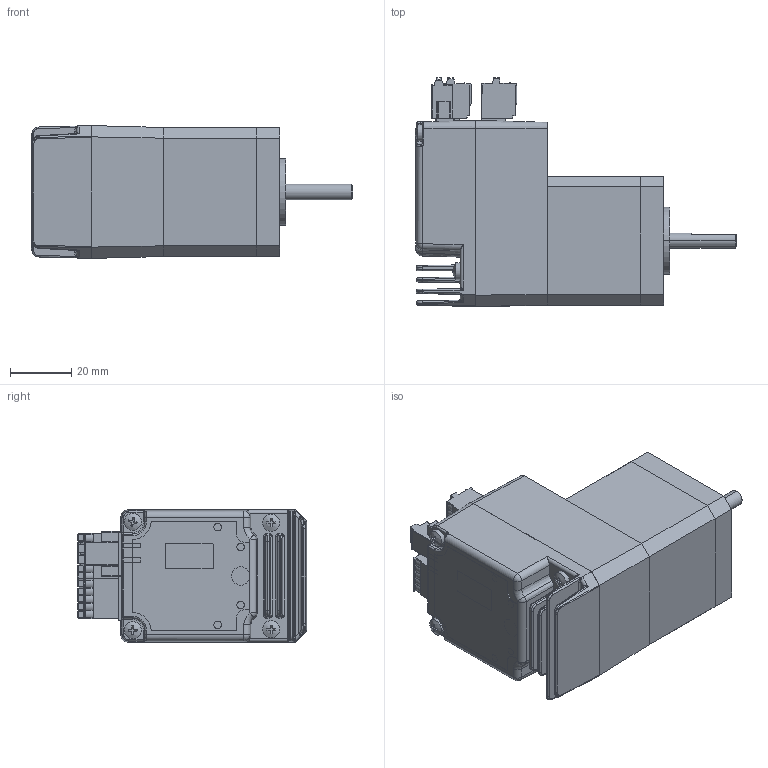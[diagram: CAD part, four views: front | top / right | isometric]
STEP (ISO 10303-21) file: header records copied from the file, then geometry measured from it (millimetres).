
FILE_DESCRIPTION (( 'STEP AP214' ), '1' );
FILE_NAME ('STM17Q-3RE_RevC.STEP', '2021-12-20T19:15:31', ( '' ), ( '' ), 'SwSTEP 2.0', 'SolidWorks 2017', '' );
FILE_SCHEMA (( 'AUTOMOTIVE_DESIGN' ));
Length unit declared in the file: millimetre
Products named in the file (16): 10; 5; 9; 12; 1; 15; STM17Q-3RE_RevC; 6; 11; 14; 3; 7; 4; 8; 13; 2
Assembly tree (18 placements, depth 3):
  STM17Q-3RE_RevC
    10
      12
      13
      14
      11
    2  x2
    1
    4
    5
    9
    6  x2
    7  x2
    15
    3
    8
Bounding box: 105.43 x 75.12 x 43.53 mm (x, y, z)
Volume: 114106.5 mm3; surface area: 67343.8 mm2
Topology: 20 solids, 22 shells, 3656 faces, 9418 edges, 6005 vertices
Faces by surface type: plane 2293, cylinder 1013, bspline 125, cone 116, torus 88, sphere 21
Entity records: 116863 total; most frequent: CARTESIAN_POINT 24215, ORIENTED_EDGE 18396, DIRECTION 17911, EDGE_CURVE 9198, VECTOR 6423, LINE 6423, VERTEX_POINT 5887, AXIS2_PLACEMENT_3D 5744
